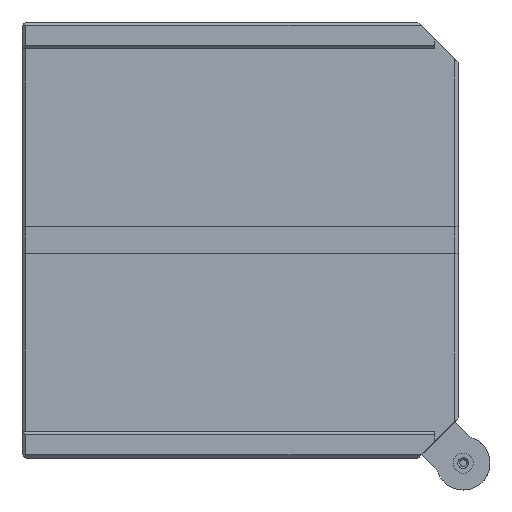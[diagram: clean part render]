
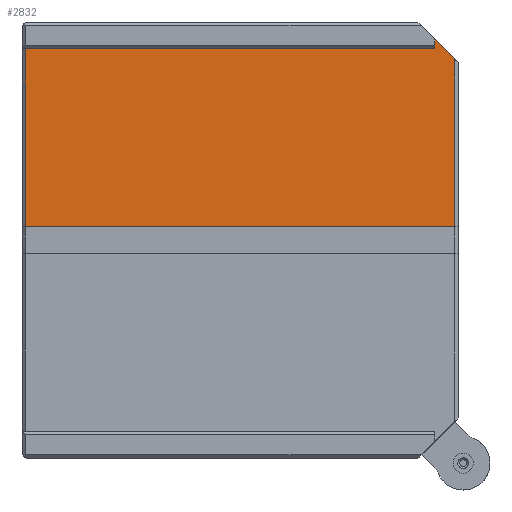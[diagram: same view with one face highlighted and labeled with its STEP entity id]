
A CAD part, front view. The second image highlights one B-rep face of the part: STEP entity #2832.
In plain terms, the highlighted planar face has unit normal (0, -1, 0).
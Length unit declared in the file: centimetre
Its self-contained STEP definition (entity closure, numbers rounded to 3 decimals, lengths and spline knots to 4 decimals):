
#805 = VERTEX_POINT ( 'NONE', #4512 ) ;
#1307 = VERTEX_POINT ( 'NONE', #28233 ) ;
#1454 = ORIENTED_EDGE ( 'NONE', *, *, #6968, .T. ) ;
#1606 = VERTEX_POINT ( 'NONE', #9719 ) ;
#1625 = ORIENTED_EDGE ( 'NONE', *, *, #1694, .F. ) ;
#1688 = ORIENTED_EDGE ( 'NONE', *, *, #27836, .T. ) ;
#1694 = EDGE_CURVE ( 'NONE', #805, #27397, #21906, .T. ) ;
#1813 = ORIENTED_EDGE ( 'NONE', *, *, #2078, .T. ) ;
#1903 = ORIENTED_EDGE ( 'NONE', *, *, #3836, .T. ) ;
#1909 = CARTESIAN_POINT ( 'NONE',  ( -3.2, -0.26, 2.85 ) ) ;
#1995 = DIRECTION ( 'NONE',  ( 0., 0., -1. ) ) ;
#2078 = EDGE_CURVE ( 'NONE', #1307, #1606, #20472, .T. ) ;
#2621 = DIRECTION ( 'NONE',  ( -1., 0., 0. ) ) ;
#2832 = ADVANCED_FACE ( 'NONE', ( #17515 ), #3954, .F. ) ;
#2932 = CARTESIAN_POINT ( 'NONE',  ( 3.25, -0.26, 0.2 ) ) ;
#3777 = DIRECTION ( 'NONE',  ( 0., 0., 1. ) ) ;
#3787 = DIRECTION ( 'NONE',  ( 0., 1., 0. ) ) ;
#3836 = EDGE_CURVE ( 'NONE', #1606, #26686, #13374, .T. ) ;
#3880 = CARTESIAN_POINT ( 'NONE',  ( 3.25, -0.26, 2.85 ) ) ;
#3954 = PLANE ( 'NONE',  #15795 ) ;
#4499 = EDGE_CURVE ( 'NONE', #23467, #27397, #9830, .T. ) ;
#4512 = CARTESIAN_POINT ( 'NONE',  ( 3.2, -0.26, 0.2 ) ) ;
#5342 = CARTESIAN_POINT ( 'NONE',  ( 3.25, -0.26, 2.85 ) ) ;
#5390 = DIRECTION ( 'NONE',  ( -1., 0., 0. ) ) ;
#5964 = CARTESIAN_POINT ( 'NONE',  ( -3.2, -0.26, 2.85 ) ) ;
#6968 = EDGE_CURVE ( 'NONE', #26686, #23467, #26538, .T. ) ;
#7472 = LINE ( 'NONE', #14708, #24546 ) ;
#9262 = DIRECTION ( 'NONE',  ( 0., 0., -1. ) ) ;
#9601 = CARTESIAN_POINT ( 'NONE',  ( 2.9, -0.26, 3.25 ) ) ;
#9618 = VECTOR ( 'NONE', #1995, 100. ) ;
#9719 = CARTESIAN_POINT ( 'NONE',  ( 2.9, -0.26, 3. ) ) ;
#9830 = LINE ( 'NONE', #1909, #9618 ) ;
#13282 = VECTOR ( 'NONE', #9262, 100. ) ;
#13374 = LINE ( 'NONE', #9601, #13282 ) ;
#13879 = EDGE_LOOP ( 'NONE', ( #1454, #22759, #1625, #1688, #1813, #1903 ) ) ;
#14642 = DIRECTION ( 'NONE',  ( 0., 0., 1. ) ) ;
#14708 = CARTESIAN_POINT ( 'NONE',  ( 3.2, -0.26, 2.65 ) ) ;
#15795 = AXIS2_PLACEMENT_3D ( 'NONE', #3880, #3787, #3777 ) ;
#17515 = FACE_OUTER_BOUND ( 'NONE', #13879, .T. ) ;
#20279 = VECTOR ( 'NONE', #22562, 100. ) ;
#20472 = LINE ( 'NONE', #22616, #20279 ) ;
#21712 = VECTOR ( 'NONE', #2621, 100. ) ;
#21906 = LINE ( 'NONE', #2932, #21712 ) ;
#22562 = DIRECTION ( 'NONE',  ( -0.707, 0., 0.707 ) ) ;
#22616 = CARTESIAN_POINT ( 'NONE',  ( 3.25, -0.26, 2.65 ) ) ;
#22742 = CARTESIAN_POINT ( 'NONE',  ( -3.2, -0.26, 0.2 ) ) ;
#22759 = ORIENTED_EDGE ( 'NONE', *, *, #4499, .T. ) ;
#23453 = CARTESIAN_POINT ( 'NONE',  ( 2.9, -0.26, 2.85 ) ) ;
#23467 = VERTEX_POINT ( 'NONE', #5964 ) ;
#24546 = VECTOR ( 'NONE', #14642, 100. ) ;
#26538 = LINE ( 'NONE', #5342, #26927 ) ;
#26686 = VERTEX_POINT ( 'NONE', #23453 ) ;
#26927 = VECTOR ( 'NONE', #5390, 100. ) ;
#27397 = VERTEX_POINT ( 'NONE', #22742 ) ;
#27836 = EDGE_CURVE ( 'NONE', #805, #1307, #7472, .T. ) ;
#28233 = CARTESIAN_POINT ( 'NONE',  ( 3.2, -0.26, 2.7 ) ) ;
